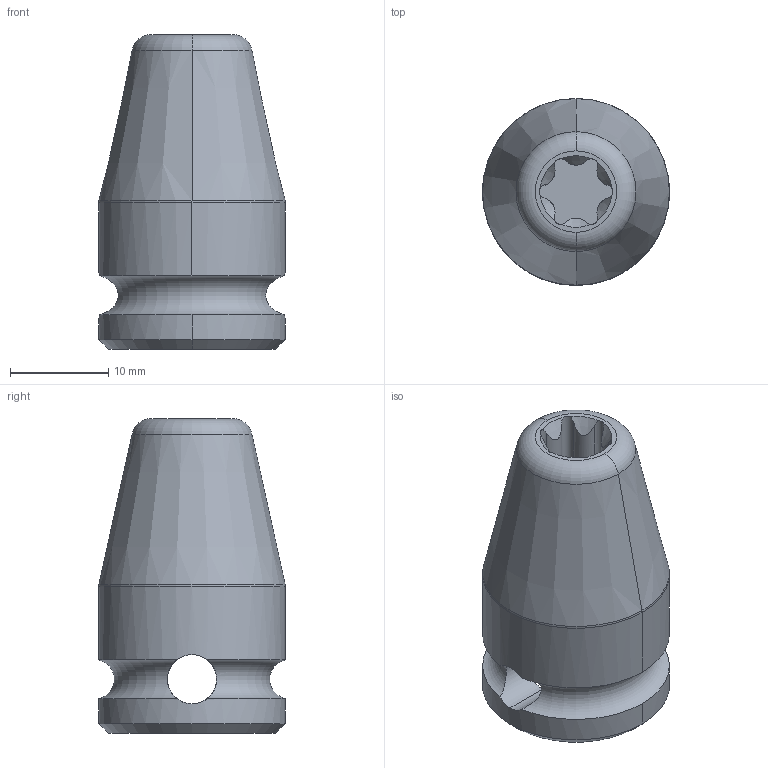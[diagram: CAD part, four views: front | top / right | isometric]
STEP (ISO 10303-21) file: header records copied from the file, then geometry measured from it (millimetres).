
FILE_DESCRIPTION((''),'2;1');
FILE_NAME('4027128008_ASM','2023-08-21T16:07:16',('A00565553'),(''),'CREO PARAMETRIC BY PTC INC, 2022414','CREO PARAMETRIC BY PTC INC, 2022414','');
FILE_SCHEMA(('CONFIG_CONTROL_DESIGN','GEOMETRIC_VALIDATION_PROPERTIES_MIM'));
Length unit declared in the file: millimetre
Products named in the file (3): 4027122008_AF0; 4027907699; 4027128008_ASM
Assembly tree (2 placements, depth 2):
  4027128008_ASM
    4027122008_AF0
    4027907699
Bounding box: 19 x 19 x 32 mm (x, y, z)
Volume: 5510.7 mm3; surface area: 3398.5 mm2
Topology: 2 solids, 2 shells, 68 faces, 175 edges, 110 vertices
Faces by surface type: cylinder 29, cone 18, plane 15, torus 6
Entity records: 3040 total; most frequent: CARTESIAN_POINT 689, DIRECTION 352, ORIENTED_EDGE 350, EDGE_CURVE 175, PRESENTATION_STYLE_ASSIGNMENT 162, STYLED_ITEM 162, CURVE_STYLE 161, AXIS2_PLACEMENT_3D 149
